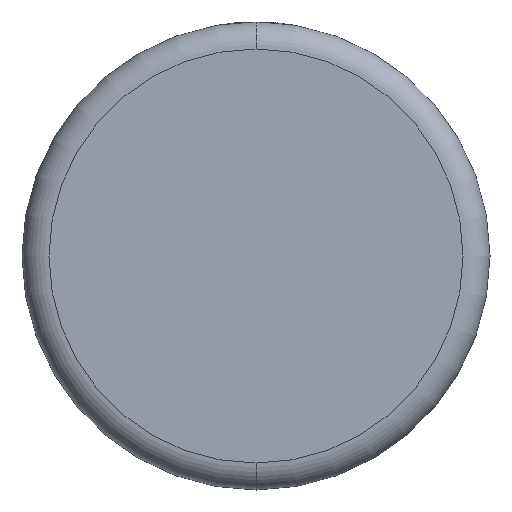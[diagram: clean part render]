
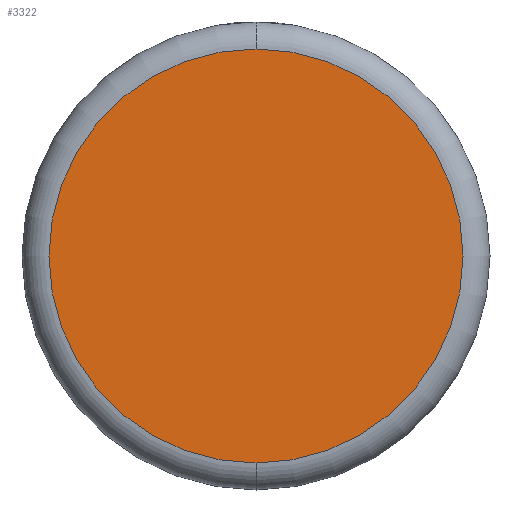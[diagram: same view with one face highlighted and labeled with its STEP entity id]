
A CAD part, front view. The second image highlights one B-rep face of the part: STEP entity #3322.
In plain terms, the highlighted planar face has unit normal (0, -1, 0).
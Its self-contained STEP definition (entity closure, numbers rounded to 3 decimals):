
#43 = AXIS2_PLACEMENT_3D ( 'NONE', #1721, #3623, #3955 ) ;
#400 = EDGE_CURVE ( 'NONE', #2574, #2226, #2372, .T. ) ;
#497 = AXIS2_PLACEMENT_3D ( 'NONE', #3244, #1336, #1959 ) ;
#1225 = ORIENTED_EDGE ( 'NONE', *, *, #400, .T. ) ;
#1336 = DIRECTION ( 'NONE',  ( 0., -1., 0. ) ) ;
#1721 = CARTESIAN_POINT ( 'NONE',  ( 0., 0., 0. ) ) ;
#1834 = CARTESIAN_POINT ( 'NONE',  ( 0., 0., 0. ) ) ;
#1959 = DIRECTION ( 'NONE',  ( 0., 0., 1. ) ) ;
#2169 = DIRECTION ( 'NONE',  ( 0., 1., 0. ) ) ;
#2213 = AXIS2_PLACEMENT_3D ( 'NONE', #1834, #2169, #3451 ) ;
#2226 = VERTEX_POINT ( 'NONE', #3316 ) ;
#2372 = CIRCLE ( 'NONE', #43, 13.714 ) ;
#2390 = EDGE_CURVE ( 'NONE', #2226, #2574, #3100, .T. ) ;
#2395 = FACE_OUTER_BOUND ( 'NONE', #3134, .T. ) ;
#2574 = VERTEX_POINT ( 'NONE', #3683 ) ;
#3100 = CIRCLE ( 'NONE', #497, 13.714 ) ;
#3134 = EDGE_LOOP ( 'NONE', ( #4083, #1225 ) ) ;
#3244 = CARTESIAN_POINT ( 'NONE',  ( 0., 0., 0. ) ) ;
#3316 = CARTESIAN_POINT ( 'NONE',  ( 0., 0., 13.714 ) ) ;
#3322 = ADVANCED_FACE ( 'NONE', ( #2395 ), #4095, .F. ) ;
#3451 = DIRECTION ( 'NONE',  ( 0., 0., 1. ) ) ;
#3623 = DIRECTION ( 'NONE',  ( 0., -1., 0. ) ) ;
#3683 = CARTESIAN_POINT ( 'NONE',  ( 0., 0., -13.714 ) ) ;
#3955 = DIRECTION ( 'NONE',  ( 0., 0., 1. ) ) ;
#4083 = ORIENTED_EDGE ( 'NONE', *, *, #2390, .T. ) ;
#4095 = PLANE ( 'NONE',  #2213 ) ;
